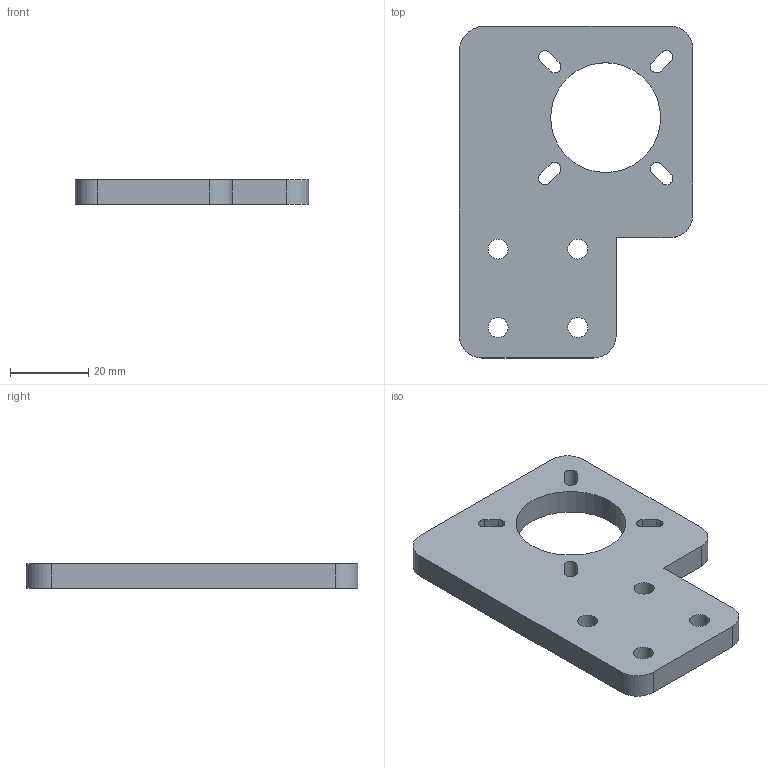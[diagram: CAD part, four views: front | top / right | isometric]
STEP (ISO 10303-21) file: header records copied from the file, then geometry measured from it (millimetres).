
FILE_DESCRIPTION(/* description */ (''),/* implementation_level */ '2;1');
FILE_NAME(/* name */ '3e20166a-ac1e-4660-8b33-e6b49d04d07b.stp',/* time_stamp */ '2016-03-13T03:17:02+00:00',/* author */ (''),/* organization */ (''),/* preprocessor_version */ 'ST-DEVELOPER v16.2',/* originating_system */ 'Autodesk Translation Framework v4.3.0.3010',/* authorisation */ '');
FILE_SCHEMA (('AUTOMOTIVE_DESIGN { 1 0 10303 214 3 1 1 }'));
Length unit declared in the file: centimetre
Products named in the file (2): Nema 17 Motor Mount Plate_Large Gear.f3d v5; NEMA17 Motor Mount Plate.ipt v34
Assembly tree (1 placements, depth 2):
  Nema 17 Motor Mount Plate_Large Gear.f3d v5
    NEMA17 Motor Mount Plate.ipt v34
Bounding box: 59.5 x 84.6 x 6.35 mm (x, y, z)
Volume: 23011.8 mm3; surface area: 10397.2 mm2
Topology: 1 solids, 1 shells, 34 faces, 100 edges, 68 vertices
Faces by surface type: cylinder 18, plane 16
Full cylindrical faces by diameter (mm): 5.1 x4, 28 x1
Entity records: 1177 total; most frequent: DIRECTION 201, CARTESIAN_POINT 192, ORIENTED_EDGE 182, EDGE_CURVE 91, AXIS2_PLACEMENT_3D 73, VERTEX_POINT 64, EDGE_LOOP 57, LINE 55
